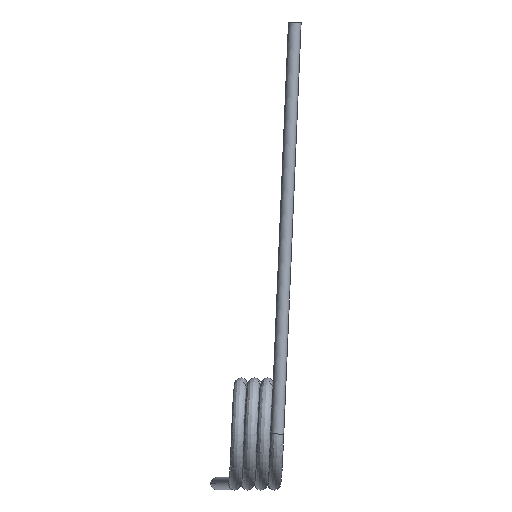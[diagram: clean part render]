
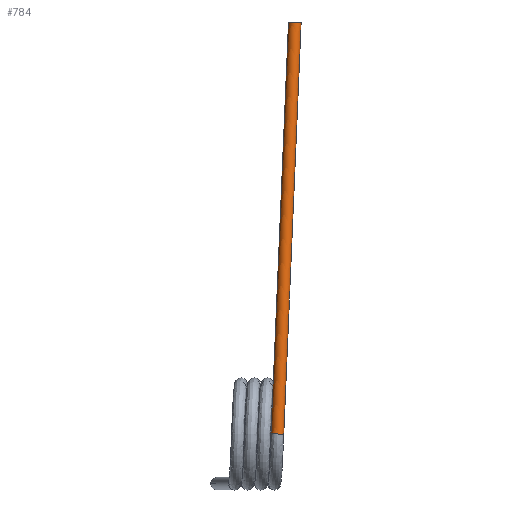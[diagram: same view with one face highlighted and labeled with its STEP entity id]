
A CAD part, front view. The second image highlights one B-rep face of the part: STEP entity #784.
In plain terms, the highlighted cylindrical face has radius 0.292 mm (diameter 0.584 mm), a partial arc.
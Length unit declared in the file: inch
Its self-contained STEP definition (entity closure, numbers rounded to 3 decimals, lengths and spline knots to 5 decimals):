
#30 = CARTESIAN_POINT ( 'NONE',  ( 0.02014, -0.0905, 0.74982 ) ) ;
#40 = CARTESIAN_POINT ( 'NONE',  ( 0.02014, -0.0905, 0.74982 ) ) ;
#70 = EDGE_LOOP ( 'NONE', ( #944, #178, #297, #280 ) ) ;
#73 = EDGE_CURVE ( 'NONE', #545, #312, #727, .T. ) ;
#149 = EDGE_CURVE ( 'NONE', #876, #312, #699, .T. ) ;
#178 = ORIENTED_EDGE ( 'NONE', *, *, #497, .F. ) ;
#189 = CARTESIAN_POINT ( 'NONE',  ( 0.04312, -0.0905, 0.74885 ) ) ;
#199 = DIRECTION ( 'NONE',  ( -0.042, 0., -0.999 ) ) ;
#204 = FACE_OUTER_BOUND ( 'NONE', #70, .T. ) ;
#252 = CARTESIAN_POINT ( 'NONE',  ( 0., -0.0905, 0. ) ) ;
#280 = ORIENTED_EDGE ( 'NONE', *, *, #149, .T. ) ;
#297 = ORIENTED_EDGE ( 'NONE', *, *, #463, .T. ) ;
#312 = VERTEX_POINT ( 'NONE', #966 ) ;
#317 = DIRECTION ( 'NONE',  ( -0.999, 0., 0.042 ) ) ;
#331 = DIRECTION ( 'NONE',  ( 0.999, 0., -0.042 ) ) ;
#463 = EDGE_CURVE ( 'NONE', #477, #876, #732, .T. ) ;
#465 = VECTOR ( 'NONE', #1017, 39.37008 ) ;
#477 = VERTEX_POINT ( 'NONE', #40 ) ;
#497 = EDGE_CURVE ( 'NONE', #477, #545, #509, .T. ) ;
#509 = CIRCLE ( 'NONE', #520, 0.0115 ) ;
#520 = AXIS2_PLACEMENT_3D ( 'NONE', #590, #665, #826 ) ;
#527 = VECTOR ( 'NONE', #199, 39.37008 ) ;
#545 = VERTEX_POINT ( 'NONE', #189 ) ;
#590 = CARTESIAN_POINT ( 'NONE',  ( 0.03163, -0.0905, 0.74933 ) ) ;
#644 = CYLINDRICAL_SURFACE ( 'NONE', #885, 0.0115 ) ;
#665 = DIRECTION ( 'NONE',  ( 0.042, 0., 0.999 ) ) ;
#699 = CIRCLE ( 'NONE', #775, 0.0115 ) ;
#727 = LINE ( 'NONE', #934, #465 ) ;
#732 = LINE ( 'NONE', #30, #527 ) ;
#775 = AXIS2_PLACEMENT_3D ( 'NONE', #252, #881, #331 ) ;
#784 = ADVANCED_FACE ( 'NONE', ( #204 ), #644, .T. ) ;
#793 = CARTESIAN_POINT ( 'NONE',  ( 0.03163, -0.0905, 0.74933 ) ) ;
#796 = CARTESIAN_POINT ( 'NONE',  ( -0.01149, -0.0905, 0.00048 ) ) ;
#826 = DIRECTION ( 'NONE',  ( 0.999, 0., -0.042 ) ) ;
#870 = DIRECTION ( 'NONE',  ( -0.042, 0., -0.999 ) ) ;
#876 = VERTEX_POINT ( 'NONE', #796 ) ;
#881 = DIRECTION ( 'NONE',  ( 0.042, 0., 0.999 ) ) ;
#885 = AXIS2_PLACEMENT_3D ( 'NONE', #793, #870, #317 ) ;
#934 = CARTESIAN_POINT ( 'NONE',  ( 0.04312, -0.0905, 0.74885 ) ) ;
#944 = ORIENTED_EDGE ( 'NONE', *, *, #73, .F. ) ;
#966 = CARTESIAN_POINT ( 'NONE',  ( 0.01149, -0.0905, -0.00048 ) ) ;
#1017 = DIRECTION ( 'NONE',  ( -0.042, 0., -0.999 ) ) ;
